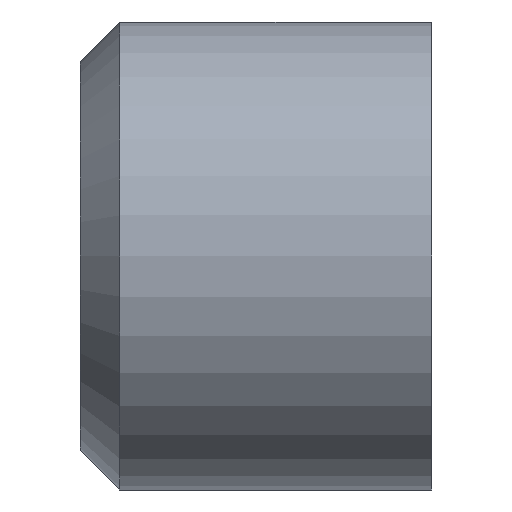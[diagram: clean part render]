
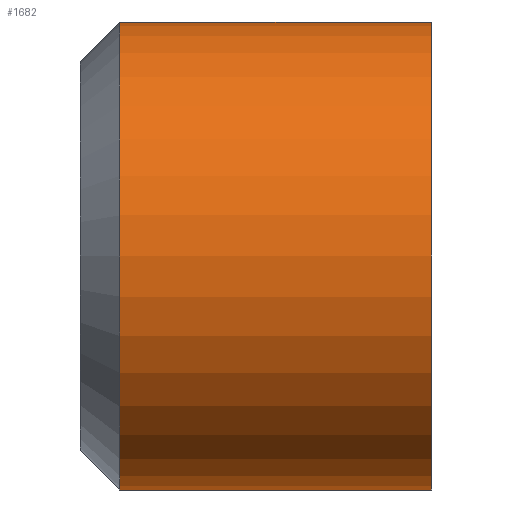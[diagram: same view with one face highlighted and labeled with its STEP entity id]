
A CAD part, left-side view. The second image highlights one B-rep face of the part: STEP entity #1682.
In plain terms, the highlighted cylindrical face has radius 30 mm (diameter 60 mm), a partial arc.
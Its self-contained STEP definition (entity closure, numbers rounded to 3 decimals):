
#70 = DIRECTION ( 'NONE',  ( 0., 0., 1. ) ) ;
#80 = DIRECTION ( 'NONE',  ( 0., 0., -1. ) ) ;
#96 = DIRECTION ( 'NONE',  ( 0., -1., 0. ) ) ;
#136 = AXIS2_PLACEMENT_3D ( 'NONE', #288, #423, #156 ) ;
#156 = DIRECTION ( 'NONE',  ( 0., 0., -1. ) ) ;
#225 = LINE ( 'NONE', #1303, #1182 ) ;
#234 = ORIENTED_EDGE ( 'NONE', *, *, #1248, .T. ) ;
#259 = ORIENTED_EDGE ( 'NONE', *, *, #457, .T. ) ;
#277 = CIRCLE ( 'NONE', #499, 30. ) ;
#288 = CARTESIAN_POINT ( 'NONE',  ( 0., 30., -30. ) ) ;
#308 = DIRECTION ( 'NONE',  ( 0., -1., 0. ) ) ;
#317 = CIRCLE ( 'NONE', #1412, 30. ) ;
#423 = DIRECTION ( 'NONE',  ( 0., -1., 0. ) ) ;
#457 = EDGE_CURVE ( 'NONE', #1398, #1318, #277, .T. ) ;
#484 = CARTESIAN_POINT ( 'NONE',  ( 0., 0., -30. ) ) ;
#499 = AXIS2_PLACEMENT_3D ( 'NONE', #839, #308, #70 ) ;
#531 = CARTESIAN_POINT ( 'NONE',  ( 0., 40., 0. ) ) ;
#549 = EDGE_CURVE ( 'NONE', #1318, #1546, #225, .T. ) ;
#553 = CARTESIAN_POINT ( 'NONE',  ( 0., 0., -60. ) ) ;
#561 = EDGE_LOOP ( 'NONE', ( #663, #259, #1384, #234 ) ) ;
#562 = CARTESIAN_POINT ( 'NONE',  ( 0., 30., 0. ) ) ;
#663 = ORIENTED_EDGE ( 'NONE', *, *, #1593, .F. ) ;
#680 = LINE ( 'NONE', #562, #900 ) ;
#839 = CARTESIAN_POINT ( 'NONE',  ( 0., 40., -30. ) ) ;
#900 = VECTOR ( 'NONE', #958, 1000. ) ;
#958 = DIRECTION ( 'NONE',  ( 0., -1., 0. ) ) ;
#967 = CARTESIAN_POINT ( 'NONE',  ( 0., 0., 0. ) ) ;
#1023 = DIRECTION ( 'NONE',  ( 0., 1., 0. ) ) ;
#1049 = VERTEX_POINT ( 'NONE', #967 ) ;
#1182 = VECTOR ( 'NONE', #96, 1000. ) ;
#1248 = EDGE_CURVE ( 'NONE', #1546, #1049, #317, .T. ) ;
#1297 = CARTESIAN_POINT ( 'NONE',  ( 0., 40., -60. ) ) ;
#1303 = CARTESIAN_POINT ( 'NONE',  ( 0., 30., -60. ) ) ;
#1318 = VERTEX_POINT ( 'NONE', #1297 ) ;
#1384 = ORIENTED_EDGE ( 'NONE', *, *, #549, .T. ) ;
#1398 = VERTEX_POINT ( 'NONE', #531 ) ;
#1412 = AXIS2_PLACEMENT_3D ( 'NONE', #484, #1023, #80 ) ;
#1469 = CYLINDRICAL_SURFACE ( 'NONE', #136, 30. ) ;
#1546 = VERTEX_POINT ( 'NONE', #553 ) ;
#1593 = EDGE_CURVE ( 'NONE', #1398, #1049, #680, .T. ) ;
#1595 = FACE_OUTER_BOUND ( 'NONE', #561, .T. ) ;
#1682 = ADVANCED_FACE ( 'NONE', ( #1595 ), #1469, .T. ) ;
